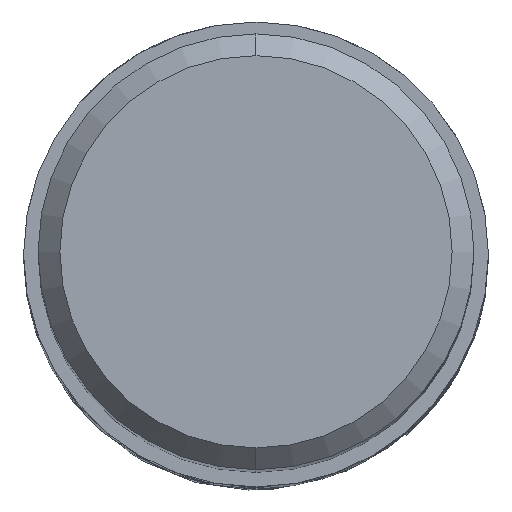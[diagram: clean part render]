
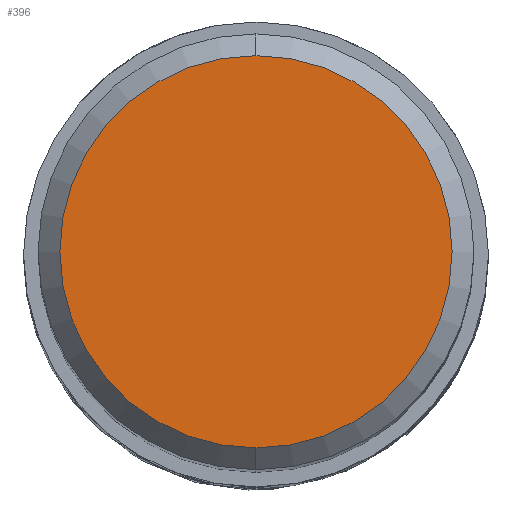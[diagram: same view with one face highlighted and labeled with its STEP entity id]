
A CAD part, top view. The second image highlights one B-rep face of the part: STEP entity #396.
In plain terms, the highlighted planar face has unit normal (0, 0, 1).
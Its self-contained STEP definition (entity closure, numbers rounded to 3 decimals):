
#370=VERTEX_POINT('',#910);
#396=ADVANCED_FACE('',(#939),#940,.T.);
#436=EDGE_CURVE('',#528,#370,#984,.T.);
#528=VERTEX_POINT('',#1081);
#634=EDGE_CURVE('',#370,#528,#1200,.T.);
#910=CARTESIAN_POINT('',(0.,-5.4,0.0));
#939=FACE_OUTER_BOUND('',#1759,.T.);
#940=PLANE('',#1760);
#984=CIRCLE('',#2326,5.4);
#1081=CARTESIAN_POINT('',(0.0,5.4,0.0));
#1200=CIRCLE('',#3084,5.4);
#1759=EDGE_LOOP('',(#5127,#5128));
#1760=AXIS2_PLACEMENT_3D('',#5129,#5130,#5131);
#2326=AXIS2_PLACEMENT_3D('',#5181,#5182,#5183);
#3084=AXIS2_PLACEMENT_3D('',#5436,#5437,#5438);
#5127=ORIENTED_EDGE('',*,*,#436,.F.);
#5128=ORIENTED_EDGE('',*,*,#634,.F.);
#5129=CARTESIAN_POINT('',(0.0,2.7,0.0));
#5130=DIRECTION('',(-0.0,0.0,1.0));
#5131=DIRECTION('',(0.0,-1.0,0.0));
#5181=CARTESIAN_POINT('',(0.0,0.0,0.0));
#5182=DIRECTION('',(0.0,0.0,-1.0));
#5183=DIRECTION('',(0.0,1.0,0.0));
#5436=CARTESIAN_POINT('',(0.0,0.0,0.0));
#5437=DIRECTION('',(0.0,0.0,-1.0));
#5438=DIRECTION('',(0.0,1.0,0.0));
